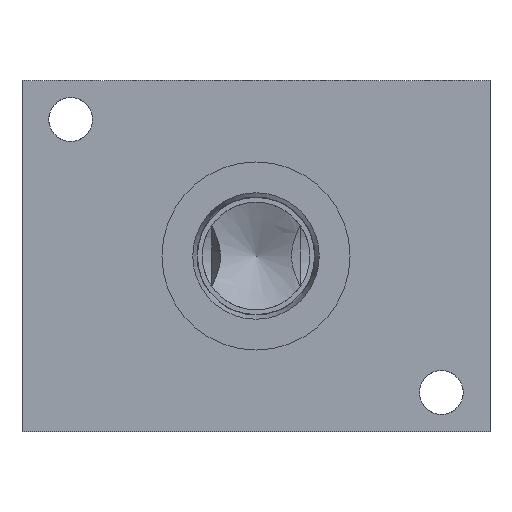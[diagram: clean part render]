
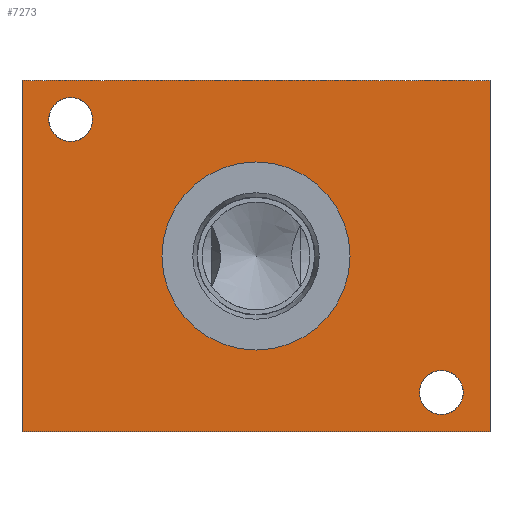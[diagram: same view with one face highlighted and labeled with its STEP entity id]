
A CAD part, front view. The second image highlights one B-rep face of the part: STEP entity #7273.
In plain terms, the highlighted planar face has unit normal (0, -1, 0).
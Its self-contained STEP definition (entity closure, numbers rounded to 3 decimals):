
#114=CIRCLE('',#7569,3.569);
#115=CIRCLE('',#7570,3.569);
#117=CIRCLE('',#7579,3.569);
#118=CIRCLE('',#7580,3.569);
#123=CIRCLE('',#7594,15.316);
#124=CIRCLE('',#7595,15.316);
#190=FACE_BOUND('',#1181,.T.);
#191=FACE_BOUND('',#1182,.T.);
#192=FACE_BOUND('',#1183,.T.);
#406=PLANE('',#7633);
#771=FACE_OUTER_BOUND('',#1180,.T.);
#1180=EDGE_LOOP('',(#6479,#6480,#6481,#6482));
#1181=EDGE_LOOP('',(#6483,#6484));
#1182=EDGE_LOOP('',(#6485,#6486));
#1183=EDGE_LOOP('',(#6487,#6488));
#1435=LINE('',#11265,#2111);
#1857=LINE('',#12609,#2533);
#1862=LINE('',#12618,#2538);
#1863=LINE('',#12620,#2539);
#2111=VECTOR('',#8003,10.);
#2533=VECTOR('',#8989,10.);
#2538=VECTOR('',#8998,10.);
#2539=VECTOR('',#9001,10.);
#3086=VERTEX_POINT('',#11263);
#3087=VERTEX_POINT('',#11264);
#3422=VERTEX_POINT('',#12490);
#3423=VERTEX_POINT('',#12491);
#3427=VERTEX_POINT('',#12508);
#3428=VERTEX_POINT('',#12509);
#3435=VERTEX_POINT('',#12535);
#3436=VERTEX_POINT('',#12536);
#3459=VERTEX_POINT('',#12607);
#3461=VERTEX_POINT('',#12616);
#3915=EDGE_CURVE('',#3086,#3087,#1435,.T.);
#4408=EDGE_CURVE('',#3422,#3423,#114,.T.);
#4409=EDGE_CURVE('',#3423,#3422,#115,.T.);
#4418=EDGE_CURVE('',#3427,#3428,#117,.T.);
#4419=EDGE_CURVE('',#3428,#3427,#118,.T.);
#4432=EDGE_CURVE('',#3435,#3436,#123,.T.);
#4433=EDGE_CURVE('',#3436,#3435,#124,.T.);
#4467=EDGE_CURVE('',#3459,#3086,#1857,.T.);
#4472=EDGE_CURVE('',#3461,#3087,#1862,.T.);
#4473=EDGE_CURVE('',#3459,#3461,#1863,.T.);
#6479=ORIENTED_EDGE('',*,*,#4473,.T.);
#6480=ORIENTED_EDGE('',*,*,#4472,.T.);
#6481=ORIENTED_EDGE('',*,*,#3915,.F.);
#6482=ORIENTED_EDGE('',*,*,#4467,.F.);
#6483=ORIENTED_EDGE('',*,*,#4408,.T.);
#6484=ORIENTED_EDGE('',*,*,#4409,.T.);
#6485=ORIENTED_EDGE('',*,*,#4418,.T.);
#6486=ORIENTED_EDGE('',*,*,#4419,.T.);
#6487=ORIENTED_EDGE('',*,*,#4432,.T.);
#6488=ORIENTED_EDGE('',*,*,#4433,.T.);
#7273=ADVANCED_FACE('',(#771,#190,#191,#192),#406,.T.);
#7569=AXIS2_PLACEMENT_3D('',#12492,#8846,#8847);
#7570=AXIS2_PLACEMENT_3D('',#12493,#8848,#8849);
#7579=AXIS2_PLACEMENT_3D('',#12510,#8869,#8870);
#7580=AXIS2_PLACEMENT_3D('',#12511,#8871,#8872);
#7594=AXIS2_PLACEMENT_3D('',#12537,#8903,#8904);
#7595=AXIS2_PLACEMENT_3D('',#12538,#8905,#8906);
#7633=AXIS2_PLACEMENT_3D('',#12619,#8999,#9000);
#8003=DIRECTION('',(1.,0.,0.));
#8846=DIRECTION('center_axis',(0.,1.,0.));
#8847=DIRECTION('ref_axis',(1.,0.,0.));
#8848=DIRECTION('center_axis',(0.,1.,0.));
#8849=DIRECTION('ref_axis',(1.,0.,0.));
#8869=DIRECTION('center_axis',(0.,1.,0.));
#8870=DIRECTION('ref_axis',(1.,0.,0.));
#8871=DIRECTION('center_axis',(0.,1.,0.));
#8872=DIRECTION('ref_axis',(1.,0.,0.));
#8903=DIRECTION('center_axis',(0.,1.,0.));
#8904=DIRECTION('ref_axis',(1.,0.,0.));
#8905=DIRECTION('center_axis',(0.,1.,0.));
#8906=DIRECTION('ref_axis',(1.,0.,0.));
#8989=DIRECTION('',(0.,0.,1.));
#8998=DIRECTION('',(0.,0.,1.));
#8999=DIRECTION('center_axis',(0.,-1.,0.));
#9000=DIRECTION('ref_axis',(1.,0.,0.));
#9001=DIRECTION('',(1.,0.,0.));
#11263=CARTESIAN_POINT('',(0.,0.,57.15));
#11264=CARTESIAN_POINT('',(76.2,0.,57.15));
#11265=CARTESIAN_POINT('',(0.,0.,57.15));
#12490=CARTESIAN_POINT('',(71.844,0.,6.35));
#12491=CARTESIAN_POINT('',(64.707,0.,6.35));
#12492=CARTESIAN_POINT('Origin',(68.275,0.,6.35));
#12493=CARTESIAN_POINT('Origin',(68.275,0.,6.35));
#12508=CARTESIAN_POINT('',(11.494,0.,50.8));
#12509=CARTESIAN_POINT('',(4.356,0.,50.8));
#12510=CARTESIAN_POINT('Origin',(7.925,0.,50.8));
#12511=CARTESIAN_POINT('Origin',(7.925,0.,50.8));
#12535=CARTESIAN_POINT('',(53.416,0.,28.575));
#12536=CARTESIAN_POINT('',(22.784,0.,28.575));
#12537=CARTESIAN_POINT('Origin',(38.1,0.,28.575));
#12538=CARTESIAN_POINT('Origin',(38.1,0.,28.575));
#12607=CARTESIAN_POINT('',(0.,0.,0.));
#12609=CARTESIAN_POINT('',(0.,0.,0.));
#12616=CARTESIAN_POINT('',(76.2,0.,0.));
#12618=CARTESIAN_POINT('',(76.2,0.,0.));
#12619=CARTESIAN_POINT('Origin',(0.,0.,0.));
#12620=CARTESIAN_POINT('',(0.,0.,0.));
